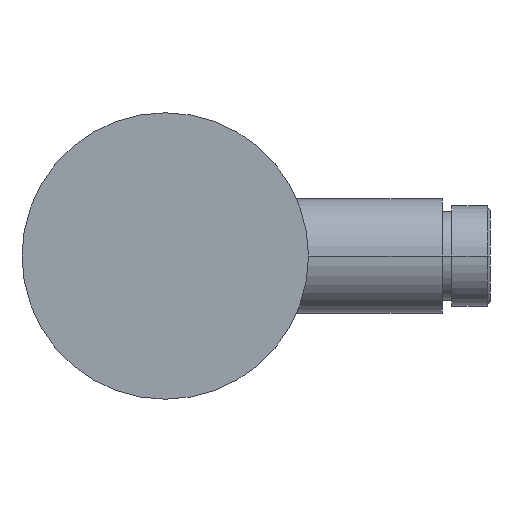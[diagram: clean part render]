
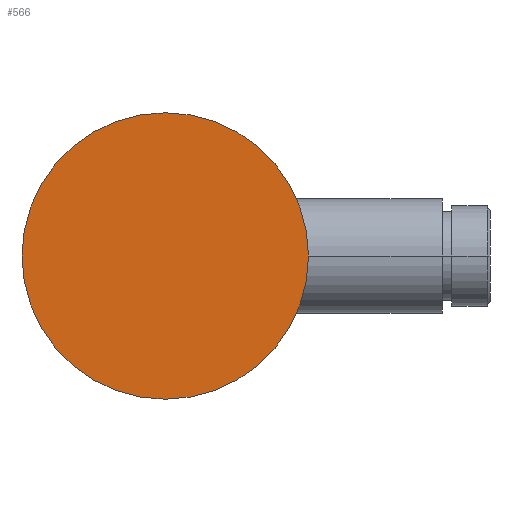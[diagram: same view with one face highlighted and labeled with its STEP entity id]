
A CAD part, left-side view. The second image highlights one B-rep face of the part: STEP entity #566.
In plain terms, the highlighted planar face has unit normal (-1, 0, 0).
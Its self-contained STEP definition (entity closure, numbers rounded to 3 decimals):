
#166=CARTESIAN_POINT('',(-2.,0.,0.));
#167=DIRECTION('',(1.,0.,0.));
#168=DIRECTION('',(0.,-1.,0.));
#169=AXIS2_PLACEMENT_3D('',#166,#167,#168);
#171=CARTESIAN_POINT('',(-2.,0.,0.));
#172=DIRECTION('',(-1.,0.,0.));
#173=DIRECTION('',(0.,-1.,0.));
#174=AXIS2_PLACEMENT_3D('',#171,#172,#173);
#217=CARTESIAN_POINT('',(-2.,-30.,0.));
#219=VERTEX_POINT('',#217);
#221=CARTESIAN_POINT('',(-2.,30.,0.));
#223=VERTEX_POINT('',#221);
#557=CARTESIAN_POINT('',(-2.,0.,0.));
#558=DIRECTION('',(-1.,0.,0.));
#559=DIRECTION('',(0.,0.,1.));
#560=AXIS2_PLACEMENT_3D('',#557,#558,#559);
#561=PLANE('',#560);
#562=ORIENTED_EDGE('',*,*,#543,.F.);
#563=ORIENTED_EDGE('',*,*,#525,.T.);
#564=EDGE_LOOP('',(#562,#563));
#565=FACE_OUTER_BOUND('',#564,.F.);
#566=ADVANCED_FACE('',(#565),#561,.T.);
#170=CIRCLE('',#169,30.);
#175=CIRCLE('',#174,30.);
#525=EDGE_CURVE('',#219,#223,#170,.T.);
#543=EDGE_CURVE('',#219,#223,#175,.T.);
